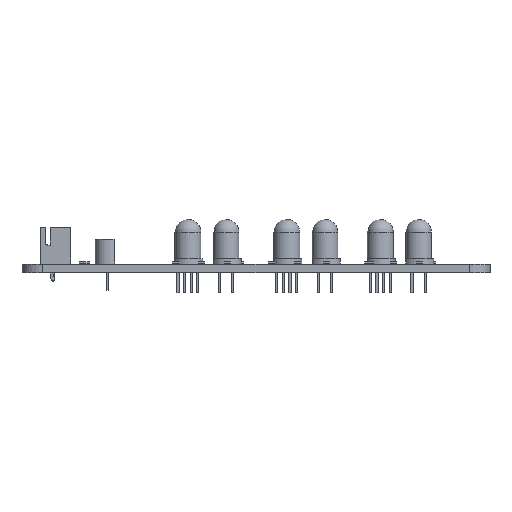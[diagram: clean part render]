
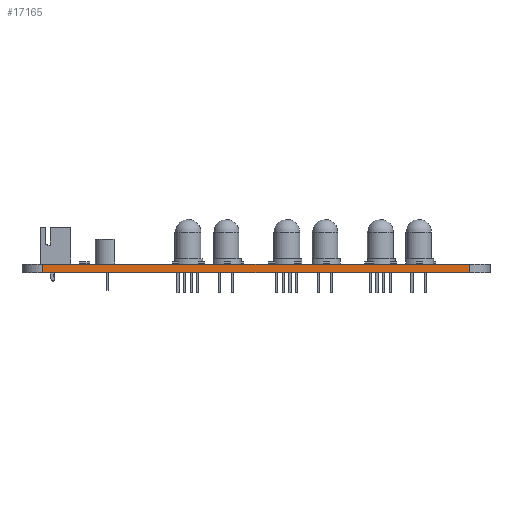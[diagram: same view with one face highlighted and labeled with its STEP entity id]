
A CAD part, front view. The second image highlights one B-rep face of the part: STEP entity #17165.
In plain terms, the highlighted planar face has unit normal (0, -1, 0).
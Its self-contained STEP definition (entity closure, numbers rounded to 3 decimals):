
#15213 = VERTEX_POINT('',#15214);
#15214 = CARTESIAN_POINT('',(182.,-136.,0.));
#15221 = EDGE_CURVE('',#15213,#15222,#15224,.T.);
#15222 = VERTEX_POINT('',#15223);
#15223 = CARTESIAN_POINT('',(100.,-136.,0.));
#15224 = LINE('',#15225,#15226);
#15225 = CARTESIAN_POINT('',(182.,-136.,0.));
#15226 = VECTOR('',#15227,1.);
#15227 = DIRECTION('',(-1.,0.,0.));
#16167 = VERTEX_POINT('',#16168);
#16168 = CARTESIAN_POINT('',(182.,-136.,1.6));
#16175 = EDGE_CURVE('',#16167,#16176,#16178,.T.);
#16176 = VERTEX_POINT('',#16177);
#16177 = CARTESIAN_POINT('',(100.,-136.,1.6));
#16178 = LINE('',#16179,#16180);
#16179 = CARTESIAN_POINT('',(182.,-136.,1.6));
#16180 = VECTOR('',#16181,1.);
#16181 = DIRECTION('',(-1.,0.,0.));
#17137 = EDGE_CURVE('',#15213,#16167,#17138,.T.);
#17138 = LINE('',#17139,#17140);
#17139 = CARTESIAN_POINT('',(182.,-136.,0.));
#17140 = VECTOR('',#17141,1.);
#17141 = DIRECTION('',(0.,0.,1.));
#17165 = ADVANCED_FACE('',(#17166),#17177,.T.);
#17166 = FACE_BOUND('',#17167,.T.);
#17167 = EDGE_LOOP('',(#17168,#17169,#17170,#17176));
#17168 = ORIENTED_EDGE('',*,*,#17137,.T.);
#17169 = ORIENTED_EDGE('',*,*,#16175,.T.);
#17170 = ORIENTED_EDGE('',*,*,#17171,.F.);
#17171 = EDGE_CURVE('',#15222,#16176,#17172,.T.);
#17172 = LINE('',#17173,#17174);
#17173 = CARTESIAN_POINT('',(100.,-136.,0.));
#17174 = VECTOR('',#17175,1.);
#17175 = DIRECTION('',(0.,0.,1.));
#17176 = ORIENTED_EDGE('',*,*,#15221,.F.);
#17177 = PLANE('',#17178);
#17178 = AXIS2_PLACEMENT_3D('',#17179,#17180,#17181);
#17179 = CARTESIAN_POINT('',(182.,-136.,0.));
#17180 = DIRECTION('',(0.,-1.,0.));
#17181 = DIRECTION('',(-1.,0.,0.));
